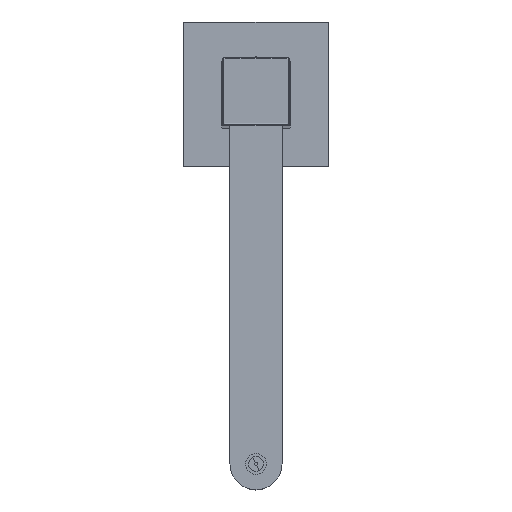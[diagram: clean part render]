
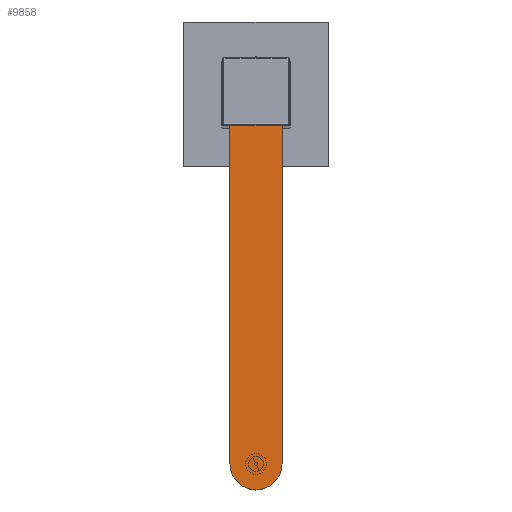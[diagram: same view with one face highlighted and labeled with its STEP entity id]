
A CAD part, top view. The second image highlights one B-rep face of the part: STEP entity #9858.
In plain terms, the highlighted planar face has unit normal (0, 0, 1).
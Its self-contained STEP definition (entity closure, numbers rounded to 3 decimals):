
#9793=CARTESIAN_POINT('Axis2P3D Location',(0.,0.,10.)) ;
#9798=CARTESIAN_POINT('Axis2P3D Location',(0.,0.,10.)) ;
#9802=CARTESIAN_POINT('Vertex',(17.5,0.,10.)) ;
#9804=CARTESIAN_POINT('Vertex',(-17.5,0.,10.)) ;
#9807=CARTESIAN_POINT('Line Origine',(-17.5,-125.,10.)) ;
#9811=CARTESIAN_POINT('Vertex',(-17.5,-250.,10.)) ;
#9814=CARTESIAN_POINT('Axis2P3D Location',(0.,-250.,10.)) ;
#9818=CARTESIAN_POINT('Vertex',(17.5,-250.,10.)) ;
#9821=CARTESIAN_POINT('Line Origine',(17.5,-125.,10.)) ;
#9832=CARTESIAN_POINT('Axis2P3D Location',(0.,0.,10.)) ;
#9836=CARTESIAN_POINT('Vertex',(0.,13.75,10.)) ;
#9838=CARTESIAN_POINT('Vertex',(0.,-13.75,10.)) ;
#9841=CARTESIAN_POINT('Axis2P3D Location',(0.,0.,10.)) ;
#9845=CARTESIAN_POINT('Vertex',(-11.908,-6.875,10.)) ;
#9848=CARTESIAN_POINT('Axis2P3D Location',(0.,0.,10.)) ;
#9809=VECTOR('Line Direction',#9808,1.) ;
#9823=VECTOR('Line Direction',#9822,1.) ;
#9794=DIRECTION('Axis2P3D Direction',(0.,-0.,1.)) ;
#9795=DIRECTION('Axis2P3D XDirection',(0.,1.,0.)) ;
#9799=DIRECTION('Axis2P3D Direction',(0.,-0.,1.)) ;
#9808=DIRECTION('Vector Direction',(0.,1.,0.)) ;
#9815=DIRECTION('Axis2P3D Direction',(0.,-0.,1.)) ;
#9822=DIRECTION('Vector Direction',(0.,-1.,0.)) ;
#9833=DIRECTION('Axis2P3D Direction',(0.,-0.,1.)) ;
#9842=DIRECTION('Axis2P3D Direction',(0.,-0.,1.)) ;
#9849=DIRECTION('Axis2P3D Direction',(0.,-0.,1.)) ;
#9796=AXIS2_PLACEMENT_3D('Plane Axis2P3D',#9793,#9794,#9795) ;
#9800=AXIS2_PLACEMENT_3D('Circle Axis2P3D',#9798,#9799,$) ;
#9816=AXIS2_PLACEMENT_3D('Circle Axis2P3D',#9814,#9815,$) ;
#9834=AXIS2_PLACEMENT_3D('Circle Axis2P3D',#9832,#9833,$) ;
#9843=AXIS2_PLACEMENT_3D('Circle Axis2P3D',#9841,#9842,$) ;
#9850=AXIS2_PLACEMENT_3D('Circle Axis2P3D',#9848,#9849,$) ;
#9810=LINE('Line',#9807,#9809) ;
#9824=LINE('Line',#9821,#9823) ;
#9801=CIRCLE('generated circle',#9800,17.5) ;
#9817=CIRCLE('generated circle',#9816,17.5) ;
#9835=CIRCLE('generated circle',#9834,13.75) ;
#9844=CIRCLE('generated circle',#9843,13.75) ;
#9851=CIRCLE('generated circle',#9850,13.75) ;
#9797=PLANE('',#9796) ;
#9857=FACE_BOUND('',#9853,.T.) ;
#9806=EDGE_CURVE('',#9803,#9805,#9801,.T.) ;
#9813=EDGE_CURVE('',#9805,#9812,#9810,.F.) ;
#9820=EDGE_CURVE('',#9812,#9819,#9817,.T.) ;
#9825=EDGE_CURVE('',#9819,#9803,#9824,.F.) ;
#9840=EDGE_CURVE('',#9837,#9839,#9835,.F.) ;
#9847=EDGE_CURVE('',#9839,#9846,#9844,.F.) ;
#9852=EDGE_CURVE('',#9846,#9837,#9851,.F.) ;
#9827=ORIENTED_EDGE('',*,*,#9806,.T.) ;
#9828=ORIENTED_EDGE('',*,*,#9813,.T.) ;
#9829=ORIENTED_EDGE('',*,*,#9820,.T.) ;
#9830=ORIENTED_EDGE('',*,*,#9825,.T.) ;
#9854=ORIENTED_EDGE('',*,*,#9840,.T.) ;
#9855=ORIENTED_EDGE('',*,*,#9847,.T.) ;
#9856=ORIENTED_EDGE('',*,*,#9852,.T.) ;
#9826=EDGE_LOOP('',(#9827,#9828,#9829,#9830)) ;
#9853=EDGE_LOOP('',(#9854,#9855,#9856)) ;
#9803=VERTEX_POINT('',#9802) ;
#9805=VERTEX_POINT('',#9804) ;
#9812=VERTEX_POINT('',#9811) ;
#9819=VERTEX_POINT('',#9818) ;
#9837=VERTEX_POINT('',#9836) ;
#9839=VERTEX_POINT('',#9838) ;
#9846=VERTEX_POINT('',#9845) ;
#9858=ADVANCED_FACE('Superficie.248',(#9831,#9857),#9797,.T.) ;
#9831=FACE_OUTER_BOUND('',#9826,.T.) ;
